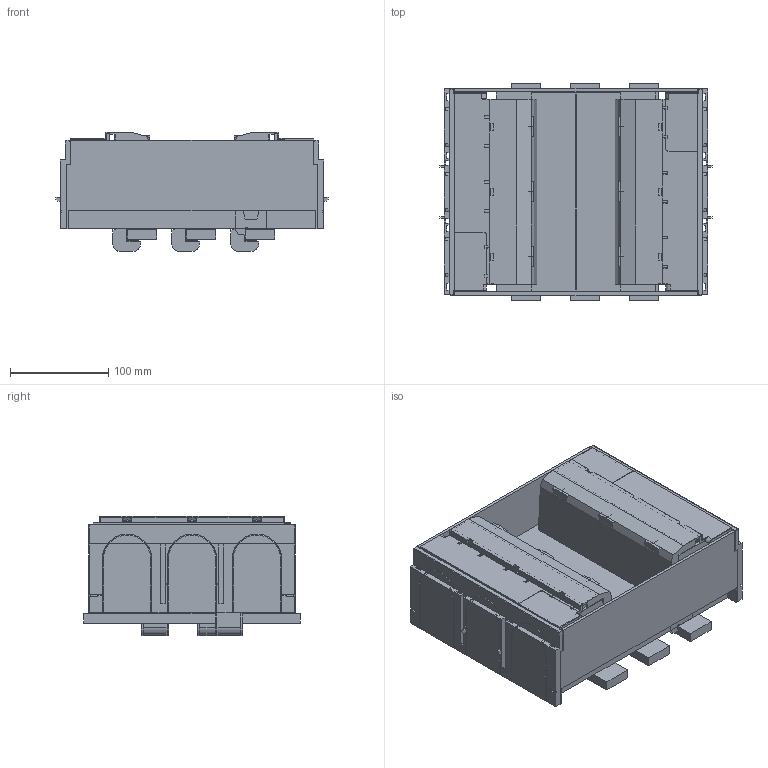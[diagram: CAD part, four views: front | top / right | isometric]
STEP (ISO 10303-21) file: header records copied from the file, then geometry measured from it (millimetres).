
FILE_DESCRIPTION(('CATIA V5 STEP'),'2;1');
FILE_NAME('G2981030_L.stp','2020-10-29T13:22:40+00:00',('none'),('Jean Müller GmbH'),'CATIA Version 5 Release 19 SP 9 (IN-10)','CATIA V5 STEP AP214','none');
FILE_SCHEMA(('AUTOMOTIVE_DESIGN { 1 0 10303 214 1 1 1 1 }'));
Length unit declared in the file: millimetre
Products named in the file (23): G2981030_L_NH-Sammelschienenunterteil GU2-3/60/AOU/F; 804992_L_Gehäuse; 804992_S_Skelettmodell Gehäuse kpl.; 34235_L_Trennergehaeuse Gr2_3-polig; 158640_L_NH-Kontakt-KETO-Groesse 2; 158642_L_Anschlussschiene L1 Tr Gr2; 158643_L_Anschlussschiene L2 Tr Gr2; 158644_L_Anschlussschiene L3 Tr Gr2; 158641_L_Anschlusslasche Trenner KETO-2-3/F; 804978_L_Sammelschienenklemme; 804978_S_Skelettmodell_Sammelschienenklemme kpl.; 810012_L_Kontaktbuegel kpl Gr.00-3; 810012_S_Skelettmodell Kontaktbuegel kpl.; 68356_Gewindestift Innen-6kt ohne Kuppe; 158632_L_KLemmbuegel; 34213_L_SK-Montagehaube; 34253_L_Sammelschienenanschlag; 34237_L_Schutzabdeckung unten Gr2_3-polig; K9910055PC_Schraubanschluss KETO-2-3 M10x25; 66113_Sechskantmutter DIN934_M10; 65746_Sechskantschraube M10x25; 66903_Spannscheibe DIN6796 -10; T2401730_09_Sammelschienensystem 60mm 30x10mm
Assembly tree (35 placements, depth 5):
  G2981030_L_NH-Sammelschienenunterteil GU2-3/60/AOU/F
    804992_L_Gehäuse
      804992_S_Skelettmodell Gehäuse kpl.
      34235_L_Trennergehaeuse Gr2_3-polig
      158640_L_NH-Kontakt-KETO-Groesse 2  x6
      158642_L_Anschlussschiene L1 Tr Gr2
      158643_L_Anschlussschiene L2 Tr Gr2
      158644_L_Anschlussschiene L3 Tr Gr2
      158641_L_Anschlusslasche Trenner KETO-2-3/F  x3
      804978_L_Sammelschienenklemme  x3
        804978_S_Skelettmodell_Sammelschienenklemme kpl.
        810012_L_Kontaktbuegel kpl Gr.00-3
          810012_S_Skelettmodell Kontaktbuegel kpl.
          68356_Gewindestift Innen-6kt ohne Kuppe
          158632_L_KLemmbuegel
        34213_L_SK-Montagehaube
      34253_L_Sammelschienenanschlag  x2
    34237_L_Schutzabdeckung unten Gr2_3-polig  x2
    K9910055PC_Schraubanschluss KETO-2-3 M10x25  x3
      66113_Sechskantmutter DIN934_M10
      65746_Sechskantschraube M10x25
      66903_Spannscheibe DIN6796 -10
    T2401730_09_Sammelschienensystem 60mm 30x10mm
Bounding box: 276.5 x 220 x 120.95 mm (x, y, z)
Volume: 1356906.3 mm3; surface area: 753992.8 mm2
Topology: 38 solids, 38 shells, 2036 faces, 5949 edges, 3891 vertices
Faces by surface type: plane 1323, cylinder 503, cone 108, bspline 74, sphere 16, extrusion 12
Entity records: 39780 total; most frequent: CARTESIAN_POINT 9426, ORIENTED_EDGE 6200, DIRECTION 4269, EDGE_CURVE 3100, VECTOR 2341, LINE 2339, VERTEX_POINT 2048, AXIS2_PLACEMENT_3D 1169
